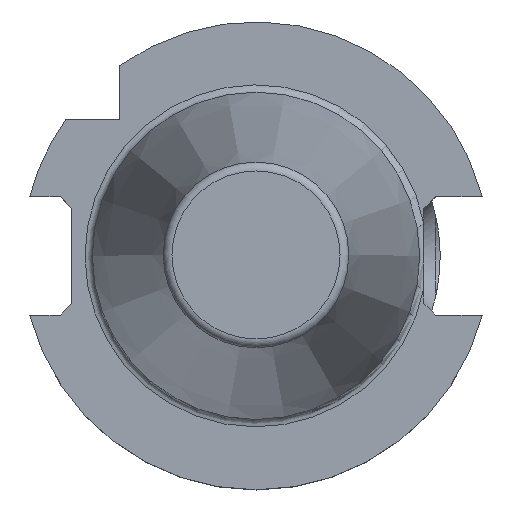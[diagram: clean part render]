
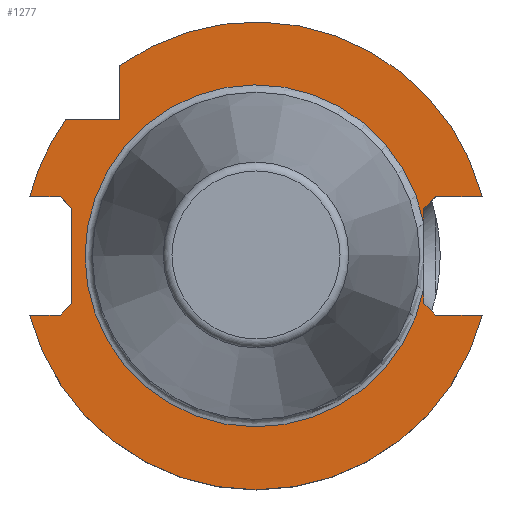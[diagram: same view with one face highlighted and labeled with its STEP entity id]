
A CAD part, top view. The second image highlights one B-rep face of the part: STEP entity #1277.
In plain terms, the highlighted planar face has unit normal (0, 0, 1).
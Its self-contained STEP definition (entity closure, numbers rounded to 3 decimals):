
#73=LINE('',#2354,#153);
#85=LINE('',#2398,#165);
#89=LINE('',#2498,#169);
#90=LINE('',#2506,#170);
#97=LINE('',#2531,#177);
#100=LINE('',#2536,#180);
#101=LINE('',#2538,#181);
#103=LINE('',#2542,#183);
#111=LINE('',#2569,#191);
#119=LINE('',#2595,#199);
#121=LINE('',#2598,#201);
#123=LINE('',#2602,#203);
#126=LINE('',#2608,#206);
#153=VECTOR('',#1525,1000.);
#165=VECTOR('',#1539,1000.);
#169=VECTOR('',#1581,1000.);
#170=VECTOR('',#1582,1000.);
#177=VECTOR('',#1591,1000.);
#180=VECTOR('',#1596,1000.);
#181=VECTOR('',#1599,1000.);
#183=VECTOR('',#1603,1000.);
#191=VECTOR('',#1613,1000.);
#199=VECTOR('',#1623,1000.);
#201=VECTOR('',#1627,1000.);
#203=VECTOR('',#1631,1000.);
#206=VECTOR('',#1636,1000.);
#585=ORIENTED_EDGE('',*,*,#697,.F.);
#586=ORIENTED_EDGE('',*,*,#795,.F.);
#587=ORIENTED_EDGE('',*,*,#768,.T.);
#588=ORIENTED_EDGE('',*,*,#765,.T.);
#589=ORIENTED_EDGE('',*,*,#763,.T.);
#590=ORIENTED_EDGE('',*,*,#751,.T.);
#591=ORIENTED_EDGE('',*,*,#761,.T.);
#592=ORIENTED_EDGE('',*,*,#781,.F.);
#593=ORIENTED_EDGE('',*,*,#741,.T.);
#594=ORIENTED_EDGE('',*,*,#739,.T.);
#595=ORIENTED_EDGE('',*,*,#726,.T.);
#596=ORIENTED_EDGE('',*,*,#777,.T.);
#597=ORIENTED_EDGE('',*,*,#724,.T.);
#598=ORIENTED_EDGE('',*,*,#738,.T.);
#599=ORIENTED_EDGE('',*,*,#735,.T.);
#600=ORIENTED_EDGE('',*,*,#778,.F.);
#601=ORIENTED_EDGE('',*,*,#681,.F.);
#681=EDGE_CURVE('',#847,#848,#73,.T.);
#697=EDGE_CURVE('',#862,#847,#85,.T.);
#724=EDGE_CURVE('',#885,#884,#89,.T.);
#726=EDGE_CURVE('',#887,#886,#90,.T.);
#735=EDGE_CURVE('',#896,#895,#97,.T.);
#738=EDGE_CURVE('',#884,#896,#100,.T.);
#739=EDGE_CURVE('',#897,#887,#101,.T.);
#741=EDGE_CURVE('',#898,#897,#103,.T.);
#751=EDGE_CURVE('',#908,#907,#111,.T.);
#761=EDGE_CURVE('',#907,#916,#119,.T.);
#763=EDGE_CURVE('',#917,#908,#121,.T.);
#765=EDGE_CURVE('',#918,#917,#123,.T.);
#768=EDGE_CURVE('',#920,#918,#126,.T.);
#777=EDGE_CURVE('',#886,#885,#963,.F.);
#778=EDGE_CURVE('',#848,#895,#964,.T.);
#781=EDGE_CURVE('',#898,#916,#967,.T.);
#795=EDGE_CURVE('',#920,#862,#981,.T.);
#847=VERTEX_POINT('',#2353);
#848=VERTEX_POINT('',#2355);
#862=VERTEX_POINT('',#2397);
#884=VERTEX_POINT('',#2497);
#885=VERTEX_POINT('',#2499);
#886=VERTEX_POINT('',#2505);
#887=VERTEX_POINT('',#2507);
#895=VERTEX_POINT('',#2530);
#896=VERTEX_POINT('',#2532);
#897=VERTEX_POINT('',#2539);
#898=VERTEX_POINT('',#2543);
#907=VERTEX_POINT('',#2568);
#908=VERTEX_POINT('',#2570);
#916=VERTEX_POINT('',#2594);
#917=VERTEX_POINT('',#2599);
#918=VERTEX_POINT('',#2603);
#920=VERTEX_POINT('',#2609);
#963=CIRCLE('',#1366,23.225);
#964=CIRCLE('',#1368,31.775);
#967=CIRCLE('',#1372,31.775);
#981=CIRCLE('',#1399,31.775);
#1068=EDGE_LOOP('',(#585,#586,#587,#588,#589,#590,#591,#592,#593,#594,#595,
#596,#597,#598,#599,#600,#601));
#1160=FACE_BOUND('',#1068,.T.);
#1209=PLANE('',#1414);
#1277=ADVANCED_FACE('',(#1160),#1209,.T.);
#1366=AXIS2_PLACEMENT_3D('',#2632,#1645,#1646);
#1368=AXIS2_PLACEMENT_3D('',#2634,#1649,#1650);
#1372=AXIS2_PLACEMENT_3D('',#2638,#1657,#1658);
#1399=AXIS2_PLACEMENT_3D('',#2665,#1711,#1712);
#1414=AXIS2_PLACEMENT_3D('',#2680,#1741,#1742);
#1525=DIRECTION('',(0.,1.,0.));
#1539=DIRECTION('',(1.,0.,0.));
#1581=DIRECTION('',(0.,1.,0.));
#1582=DIRECTION('',(0.,1.,0.));
#1591=DIRECTION('',(1.,0.,0.));
#1596=DIRECTION('',(0.707,0.707,0.));
#1599=DIRECTION('',(-0.707,0.707,0.));
#1603=DIRECTION('',(-1.,0.,0.));
#1613=DIRECTION('',(-0.707,-0.707,0.));
#1623=DIRECTION('',(-1.,0.,0.));
#1627=DIRECTION('',(0.,-1.,0.));
#1631=DIRECTION('',(0.707,-0.707,0.));
#1636=DIRECTION('',(1.,0.,0.));
#1645=DIRECTION('',(0.,0.,1.));
#1646=DIRECTION('',(1.,0.,0.));
#1649=DIRECTION('',(0.,0.,-1.));
#1650=DIRECTION('',(-1.,0.,0.));
#1657=DIRECTION('',(0.,0.,-1.));
#1658=DIRECTION('',(-1.,0.,0.));
#1711=DIRECTION('',(0.,0.,-1.));
#1712=DIRECTION('',(-1.,0.,0.));
#1741=DIRECTION('',(0.,0.,1.));
#1742=DIRECTION('',(1.,0.,0.));
#2353=CARTESIAN_POINT('',(-18.5,18.5,-3.2));
#2354=CARTESIAN_POINT('',(-18.5,0.,-3.2));
#2355=CARTESIAN_POINT('',(-18.5,25.834,-3.2));
#2397=CARTESIAN_POINT('',(-25.834,18.5,-3.2));
#2398=CARTESIAN_POINT('',(-22.225,18.5,-3.2));
#2497=CARTESIAN_POINT('',(22.8,6.45,-3.2));
#2498=CARTESIAN_POINT('',(22.8,0.,-3.2));
#2499=CARTESIAN_POINT('',(22.8,4.423,-3.2));
#2505=CARTESIAN_POINT('',(22.8,-4.423,-3.2));
#2506=CARTESIAN_POINT('',(22.8,0.,-3.2));
#2507=CARTESIAN_POINT('',(22.8,-6.45,-3.2));
#2530=CARTESIAN_POINT('',(30.738,8.05,-3.2));
#2531=CARTESIAN_POINT('',(-22.225,8.05,-3.2));
#2532=CARTESIAN_POINT('',(24.4,8.05,-3.2));
#2536=CARTESIAN_POINT('',(-2.938,-19.288,-3.2));
#2538=CARTESIAN_POINT('',(-2.938,19.288,-3.2));
#2539=CARTESIAN_POINT('',(24.4,-8.05,-3.2));
#2542=CARTESIAN_POINT('',(-22.225,-8.05,-3.2));
#2543=CARTESIAN_POINT('',(30.738,-8.05,-3.2));
#2568=CARTESIAN_POINT('',(-26.6,-8.05,-3.2));
#2569=CARTESIAN_POINT('',(-20.388,-1.838,-3.2));
#2570=CARTESIAN_POINT('',(-25.,-6.45,-3.2));
#2594=CARTESIAN_POINT('',(-30.738,-8.05,-3.2));
#2595=CARTESIAN_POINT('',(-22.225,-8.05,-3.2));
#2598=CARTESIAN_POINT('',(-25.,0.,-3.2));
#2599=CARTESIAN_POINT('',(-25.,6.45,-3.2));
#2602=CARTESIAN_POINT('',(-20.388,1.838,-3.2));
#2603=CARTESIAN_POINT('',(-26.6,8.05,-3.2));
#2608=CARTESIAN_POINT('',(-22.225,8.05,-3.2));
#2609=CARTESIAN_POINT('',(-30.738,8.05,-3.2));
#2632=CARTESIAN_POINT('',(0.,0.,-3.2));
#2634=CARTESIAN_POINT('',(0.,0.,-3.2));
#2638=CARTESIAN_POINT('',(0.,0.,-3.2));
#2665=CARTESIAN_POINT('',(0.,0.,-3.2));
#2680=CARTESIAN_POINT('',(-22.225,0.,-3.2));
